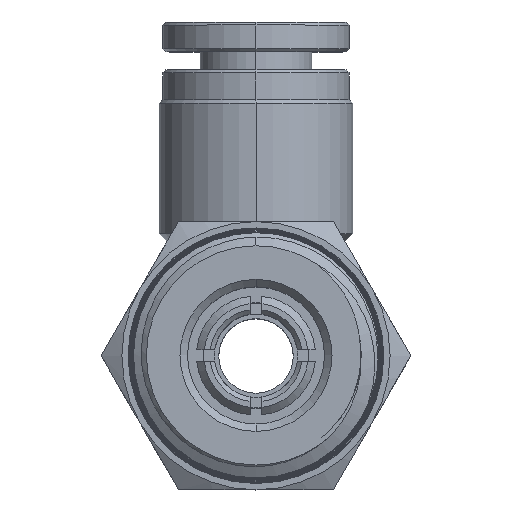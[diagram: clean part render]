
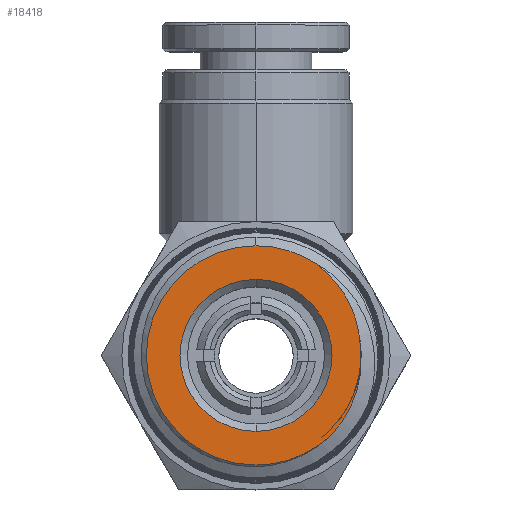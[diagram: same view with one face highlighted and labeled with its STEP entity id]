
A CAD part, top view. The second image highlights one B-rep face of the part: STEP entity #18418.
In plain terms, the highlighted planar face has unit normal (0, 0, 1).
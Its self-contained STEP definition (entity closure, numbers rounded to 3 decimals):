
#954 = CIRCLE ( 'NONE', #17423, 7.356 ) ;
#993 = CARTESIAN_POINT ( 'NONE',  ( 6.997, -1.31, 18.4 ) ) ;
#1761 = CARTESIAN_POINT ( 'NONE',  ( 6.869, 1.773, 18.4 ) ) ;
#2050 = CARTESIAN_POINT ( 'NONE',  ( 6.759, 2.236, 18.4 ) ) ;
#2284 = ORIENTED_EDGE ( 'NONE', *, *, #22380, .T. ) ;
#2663 = CARTESIAN_POINT ( 'NONE',  ( 4.106, 6.103, 18.4 ) ) ;
#2680 = VERTEX_POINT ( 'NONE', #2663 ) ;
#4351 = CARTESIAN_POINT ( 'NONE',  ( 7.041, -0.387, 18.4 ) ) ;
#4878 = DIRECTION ( 'NONE',  ( 0., 0., 1. ) ) ;
#5385 = CARTESIAN_POINT ( 'NONE',  ( 6.437, 3.131, 18.4 ) ) ;
#6062 = AXIS2_PLACEMENT_3D ( 'NONE', #11490, #34428, #14824 ) ;
#7365 = EDGE_LOOP ( 'NONE', ( #13116, #34684, #16800, #42232, #39741, #24624 ) ) ;
#8195 = CARTESIAN_POINT ( 'NONE',  ( 7.041, -0.387, 18.4 ) ) ;
#8287 = DIRECTION ( 'NONE',  ( 0., 0., 1. ) ) ;
#8683 = CARTESIAN_POINT ( 'NONE',  ( 6.125, 3.78, 18.4 ) ) ;
#8901 = CARTESIAN_POINT ( 'NONE',  ( 0., 0., 18.4 ) ) ;
#8916 = AXIS2_PLACEMENT_3D ( 'NONE', #10963, #33895, #14272 ) ;
#10112 = EDGE_CURVE ( 'NONE', #22495, #29155, #13531, .T. ) ;
#10821 = CARTESIAN_POINT ( 'NONE',  ( 5.322, -5.048, 18.4 ) ) ;
#10963 = CARTESIAN_POINT ( 'NONE',  ( 0., 0., 18.4 ) ) ;
#11285 = EDGE_CURVE ( 'NONE', #30076, #2680, #20011, .T. ) ;
#11490 = CARTESIAN_POINT ( 'NONE',  ( 0., 0., 18.4 ) ) ;
#11980 = CARTESIAN_POINT ( 'NONE',  ( 5.479, 4.779, 18.4 ) ) ;
#12215 = DIRECTION ( 'NONE',  ( 0., 1., 0. ) ) ;
#12461 = CARTESIAN_POINT ( 'NONE',  ( 7.041, -0.387, 18.4 ) ) ;
#13116 = ORIENTED_EDGE ( 'NONE', *, *, #20159, .T. ) ;
#13163 = CIRCLE ( 'NONE', #23567, 7.356 ) ;
#13468 = EDGE_CURVE ( 'NONE', #16606, #30076, #33045, .T. ) ;
#13531 = CIRCLE ( 'NONE', #8916, 7.356 ) ;
#13889 = CARTESIAN_POINT ( 'NONE',  ( 0., -7.356, 18.4 ) ) ;
#13957 = FACE_BOUND ( 'NONE', #18275, .T. ) ;
#13988 = CARTESIAN_POINT ( 'NONE',  ( 5.17, -5.22, 18.4 ) ) ;
#14133 = CARTESIAN_POINT ( 'NONE',  ( 5.747, -4.497, 18.4 ) ) ;
#14203 = CARTESIAN_POINT ( 'NONE',  ( 5.011, -5.385, 18.4 ) ) ;
#14272 = DIRECTION ( 'NONE',  ( 0., 1., 0. ) ) ;
#14824 = DIRECTION ( 'NONE',  ( 0., 1., 0. ) ) ;
#14825 = CARTESIAN_POINT ( 'NONE',  ( 7.036, 0.742, 18.4 ) ) ;
#15323 = CARTESIAN_POINT ( 'NONE',  ( 4.832, 5.484, 18.4 ) ) ;
#15541 = CARTESIAN_POINT ( 'NONE',  ( 0., 7.356, 18.4 ) ) ;
#15697 = EDGE_CURVE ( 'NONE', #18841, #16606, #15829, .T. ) ;
#15829 = B_SPLINE_CURVE_WITH_KNOTS ( 'NONE', 3,
 ( #27318, #13988, #10821, #33763, #14133, #36998, #17482, #40238, #20816, #993, #24131, #4351 ),
 .UNSPECIFIED., .F., .F.,
 ( 4, 2, 2, 2, 2, 4 ),
 ( 0.004, 0.005, 0.006, 0.007, 0.008, 0.01 ),
 .UNSPECIFIED. ) ;
#16148 = DIRECTION ( 'NONE',  ( 0., 0., -1. ) ) ;
#16606 = VERTEX_POINT ( 'NONE', #12461 ) ;
#16800 = ORIENTED_EDGE ( 'NONE', *, *, #18993, .T. ) ;
#17423 = AXIS2_PLACEMENT_3D ( 'NONE', #28074, #8287, #31300 ) ;
#17482 = CARTESIAN_POINT ( 'NONE',  ( 6.337, -3.512, 18.4 ) ) ;
#18169 = EDGE_CURVE ( 'NONE', #31141, #34150, #27993, .T. ) ;
#18275 = EDGE_LOOP ( 'NONE', ( #20378, #2284 ) ) ;
#18418 = ADVANCED_FACE ( 'NONE', ( #13957, #21777 ), #22697, .F. ) ;
#18526 = CARTESIAN_POINT ( 'NONE',  ( 6.932, 1.296, 18.4 ) ) ;
#18657 = CARTESIAN_POINT ( 'NONE',  ( 4.296, 5.961, 18.4 ) ) ;
#18841 = VERTEX_POINT ( 'NONE', #14203 ) ;
#18993 = EDGE_CURVE ( 'NONE', #29155, #18841, #954, .T. ) ;
#19881 = AXIS2_PLACEMENT_3D ( 'NONE', #35730, #16148, #38942 ) ;
#20011 = B_SPLINE_CURVE_WITH_KNOTS ( 'NONE', 3,
 ( #18526, #1761, #2050, #25178, #5385, #28474, #8683, #31691, #11980, #34913, #15323, #38137, #18657, #41365 ),
 .UNSPECIFIED., .F., .F.,
 ( 4, 2, 2, 2, 2, 2, 4 ),
 ( 0., 0.001, 0.002, 0.003, 0.004, 0.005, 0.006 ),
 .UNSPECIFIED. ) ;
#20159 = EDGE_CURVE ( 'NONE', #2680, #22495, #13163, .T. ) ;
#20378 = ORIENTED_EDGE ( 'NONE', *, *, #18169, .T. ) ;
#20816 = CARTESIAN_POINT ( 'NONE',  ( 6.82, -2.213, 18.4 ) ) ;
#21777 = FACE_OUTER_BOUND ( 'NONE', #7365, .T. ) ;
#22380 = EDGE_CURVE ( 'NONE', #34150, #31141, #23602, .T. ) ;
#22495 = VERTEX_POINT ( 'NONE', #15541 ) ;
#22697 = PLANE ( 'NONE',  #19881 ) ;
#23567 = AXIS2_PLACEMENT_3D ( 'NONE', #24681, #4878, #27968 ) ;
#23602 = CIRCLE ( 'NONE', #39648, 5.1 ) ;
#24131 = CARTESIAN_POINT ( 'NONE',  ( 7.042, -0.852, 18.4 ) ) ;
#24624 = ORIENTED_EDGE ( 'NONE', *, *, #11285, .T. ) ;
#24681 = CARTESIAN_POINT ( 'NONE',  ( 0., 0., 18.4 ) ) ;
#25178 = CARTESIAN_POINT ( 'NONE',  ( 6.526, 2.91, 18.4 ) ) ;
#27318 = CARTESIAN_POINT ( 'NONE',  ( 5.011, -5.385, 18.4 ) ) ;
#27968 = DIRECTION ( 'NONE',  ( 0., 1., 0. ) ) ;
#27993 = CIRCLE ( 'NONE', #6062, 5.1 ) ;
#28074 = CARTESIAN_POINT ( 'NONE',  ( 0., 0., 18.4 ) ) ;
#28474 = CARTESIAN_POINT ( 'NONE',  ( 6.237, 3.566, 18.4 ) ) ;
#29155 = VERTEX_POINT ( 'NONE', #13889 ) ;
#30076 = VERTEX_POINT ( 'NONE', #39040 ) ;
#31141 = VERTEX_POINT ( 'NONE', #35580 ) ;
#31300 = DIRECTION ( 'NONE',  ( 0., 1., 0. ) ) ;
#31691 = CARTESIAN_POINT ( 'NONE',  ( 5.76, 4.397, 18.4 ) ) ;
#31916 = DIRECTION ( 'NONE',  ( 0., 0., -1. ) ) ;
#33045 = B_SPLINE_CURVE_WITH_KNOTS ( 'NONE', 3,
 ( #8195, #34153, #14825, #37657 ),
 .UNSPECIFIED., .F., .F.,
 ( 4, 4 ),
 ( 0., 0.002 ),
 .UNSPECIFIED. ) ;
#33763 = CARTESIAN_POINT ( 'NONE',  ( 5.611, -4.686, 18.4 ) ) ;
#33895 = DIRECTION ( 'NONE',  ( 0., 0., 1. ) ) ;
#34150 = VERTEX_POINT ( 'NONE', #41479 ) ;
#34153 = CARTESIAN_POINT ( 'NONE',  ( 7.072, 0.176, 18.4 ) ) ;
#34428 = DIRECTION ( 'NONE',  ( 0., 0., -1. ) ) ;
#34684 = ORIENTED_EDGE ( 'NONE', *, *, #10112, .T. ) ;
#34913 = CARTESIAN_POINT ( 'NONE',  ( 5.002, 5.313, 18.4 ) ) ;
#35580 = CARTESIAN_POINT ( 'NONE',  ( 0., -5.1, 18.4 ) ) ;
#35730 = CARTESIAN_POINT ( 'NONE',  ( 0., 0., 18.4 ) ) ;
#36998 = CARTESIAN_POINT ( 'NONE',  ( 6.124, -3.918, 18.4 ) ) ;
#37657 = CARTESIAN_POINT ( 'NONE',  ( 6.932, 1.296, 18.4 ) ) ;
#38137 = CARTESIAN_POINT ( 'NONE',  ( 4.479, 5.808, 18.4 ) ) ;
#38942 = DIRECTION ( 'NONE',  ( 0., 1., 0. ) ) ;
#39040 = CARTESIAN_POINT ( 'NONE',  ( 6.932, 1.296, 18.4 ) ) ;
#39648 = AXIS2_PLACEMENT_3D ( 'NONE', #8901, #31916, #12215 ) ;
#39741 = ORIENTED_EDGE ( 'NONE', *, *, #13468, .T. ) ;
#40238 = CARTESIAN_POINT ( 'NONE',  ( 6.685, -2.661, 18.4 ) ) ;
#41365 = CARTESIAN_POINT ( 'NONE',  ( 4.106, 6.103, 18.4 ) ) ;
#41479 = CARTESIAN_POINT ( 'NONE',  ( 0., 5.1, 18.4 ) ) ;
#42232 = ORIENTED_EDGE ( 'NONE', *, *, #15697, .T. ) ;
